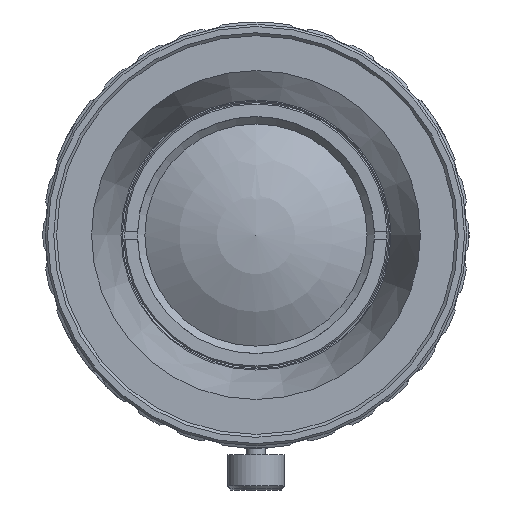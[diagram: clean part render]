
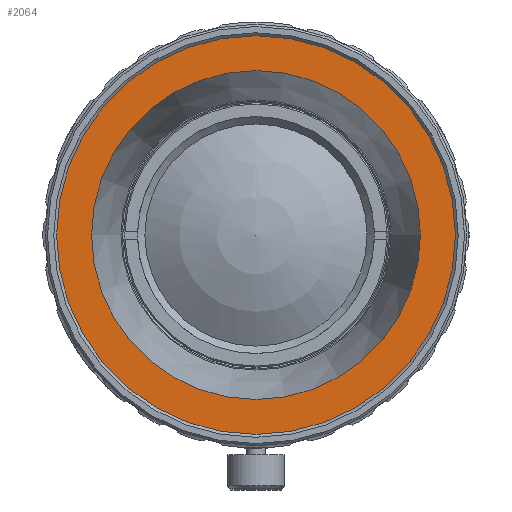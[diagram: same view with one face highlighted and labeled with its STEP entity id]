
A CAD part, front view. The second image highlights one B-rep face of the part: STEP entity #2064.
In plain terms, the highlighted planar face has unit normal (0, -1, 0).
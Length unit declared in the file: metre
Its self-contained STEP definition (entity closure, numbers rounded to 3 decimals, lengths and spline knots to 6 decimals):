
#2064=ADVANCED_FACE('NONE',(#4451,#4452),#4453,.F.);
#4451=FACE_OUTER_BOUND('',#7025,.T.);
#4452=FACE_BOUND('',#7026,.T.);
#4453=PLANE('',#7027);
#7025=EDGE_LOOP('',(#12886));
#7026=EDGE_LOOP('',(#12887));
#7027=AXIS2_PLACEMENT_3D('',#12888,#12889,#12890);
#12886=ORIENTED_EDGE('',*,*,#16383,.T.);
#12887=ORIENTED_EDGE('',*,*,#16384,.F.);
#12888=CARTESIAN_POINT('',(0.,-0.05966,0.014431));
#12889=DIRECTION('',(0.,1.0,0.));
#12890=DIRECTION('',(0.0,0.,-1.0));
#16383=EDGE_CURVE('NONE',#20123,#20123,#20124,.T.);
#16384=EDGE_CURVE('NONE',#20125,#20125,#20126,.T.);
#20123=VERTEX_POINT('',#28334);
#20124=CIRCLE('',#28335,0.01775);
#20125=VERTEX_POINT('',#28336);
#20126=CIRCLE('',#28337,0.014431);
#28334=CARTESIAN_POINT('',(0.01775,-0.05966,0.));
#28335=AXIS2_PLACEMENT_3D('',#31107,#31108,#31109);
#28336=CARTESIAN_POINT('',(0.014431,-0.05966,0.));
#28337=AXIS2_PLACEMENT_3D('',#31110,#31111,#31112);
#31107=CARTESIAN_POINT('',(0.,-0.05966,0.));
#31108=DIRECTION('',(0.0,-1.0,0.0));
#31109=DIRECTION('',(1.0,0.0,0.0));
#31110=CARTESIAN_POINT('',(0.,-0.05966,0.));
#31111=DIRECTION('',(0.0,-1.0,0.0));
#31112=DIRECTION('',(1.0,0.0,0.0));
